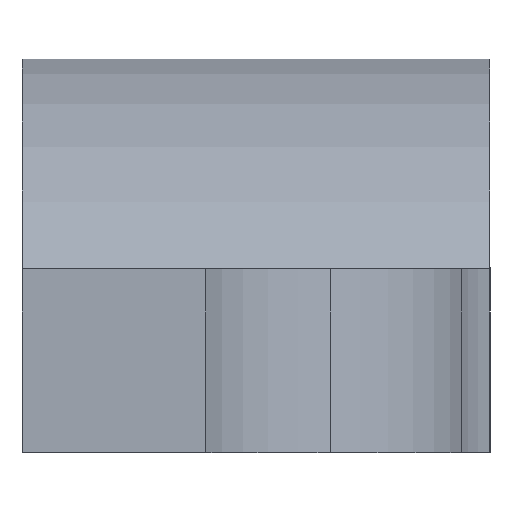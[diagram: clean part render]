
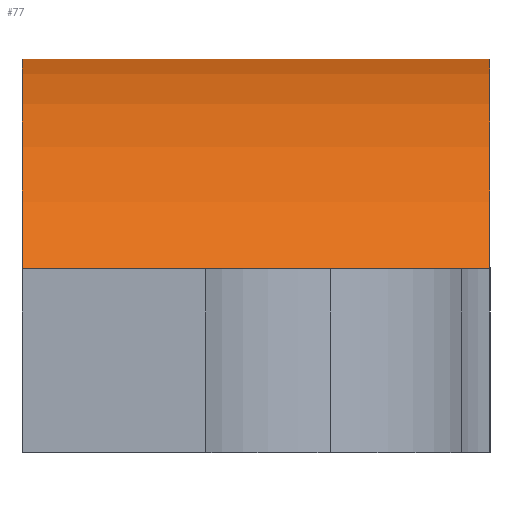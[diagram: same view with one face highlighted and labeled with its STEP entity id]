
A CAD part, left-side view. The second image highlights one B-rep face of the part: STEP entity #77.
In plain terms, the highlighted cylindrical face has radius 15.75 mm (diameter 31.5 mm), a partial arc.
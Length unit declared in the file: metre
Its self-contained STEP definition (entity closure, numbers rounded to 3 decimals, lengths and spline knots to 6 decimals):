
#77=ADVANCED_FACE('1306:1402',(#139),#140,.T.);
#139=FACE_OUTER_BOUND('',#708,.T.);
#140=CYLINDRICAL_SURFACE('',#709,0.01575);
#708=EDGE_LOOP('',(#923,#924,#925,#926));
#709=AXIS2_PLACEMENT_3D('',#927,#928,#929);
#923=ORIENTED_EDGE('',*,*,#1037,.T.);
#924=ORIENTED_EDGE('',*,*,#1026,.T.);
#925=ORIENTED_EDGE('',*,*,#995,.T.);
#926=ORIENTED_EDGE('',*,*,#1011,.F.);
#927=CARTESIAN_POINT('',(-0.00359,0.225077,0.048679));
#928=DIRECTION('',(0.,1.0,0.));
#929=DIRECTION('',(-1.0,0.,0.0));
#995=EDGE_CURVE('1306:1471',#1098,#1096,#1099,.T.);
#1011=EDGE_CURVE('1306:1519',#1125,#1096,#1127,.T.);
#1026=EDGE_CURVE('1306:1564',#1151,#1098,#1152,.T.);
#1037=EDGE_CURVE('1306:1597',#1125,#1151,#1167,.F.);
#1096=VERTEX_POINT('',#1238);
#1098=VERTEX_POINT('',#1241);
#1099=CIRCLE('',#1242,0.01575);
#1125=VERTEX_POINT('',#1303);
#1127=LINE('',#1306,#1307);
#1151=VERTEX_POINT('',#1339);
#1152=LINE('',#1340,#1341);
#1167=CIRCLE('',#1419,0.01575);
#1238=CARTESIAN_POINT('',(0.008578,0.218937,0.058679));
#1241=CARTESIAN_POINT('',(-0.015758,0.218937,0.058679));
#1242=AXIS2_PLACEMENT_3D('',#1499,#1500,#1501);
#1303=CARTESIAN_POINT('',(0.008578,0.231677,0.058679));
#1306=CARTESIAN_POINT('',(0.008578,0.225077,0.058679));
#1307=VECTOR('',#1521,1.0);
#1339=CARTESIAN_POINT('',(-0.015758,0.231677,0.058679));
#1340=CARTESIAN_POINT('',(-0.015758,0.225077,0.058679));
#1341=VECTOR('',#1548,1.0);
#1419=AXIS2_PLACEMENT_3D('',#1561,#1562,#1563);
#1499=CARTESIAN_POINT('',(-0.00359,0.218937,0.048679));
#1500=DIRECTION('',(0.,1.0,0.));
#1501=DIRECTION('',(-1.0,0.,0.));
#1521=DIRECTION('',(0.,-1.0,0.));
#1548=DIRECTION('',(0.,-1.0,0.));
#1561=CARTESIAN_POINT('',(-0.00359,0.231677,0.048679));
#1562=DIRECTION('',(0.,1.0,0.));
#1563=DIRECTION('',(-1.0,0.,0.0));
